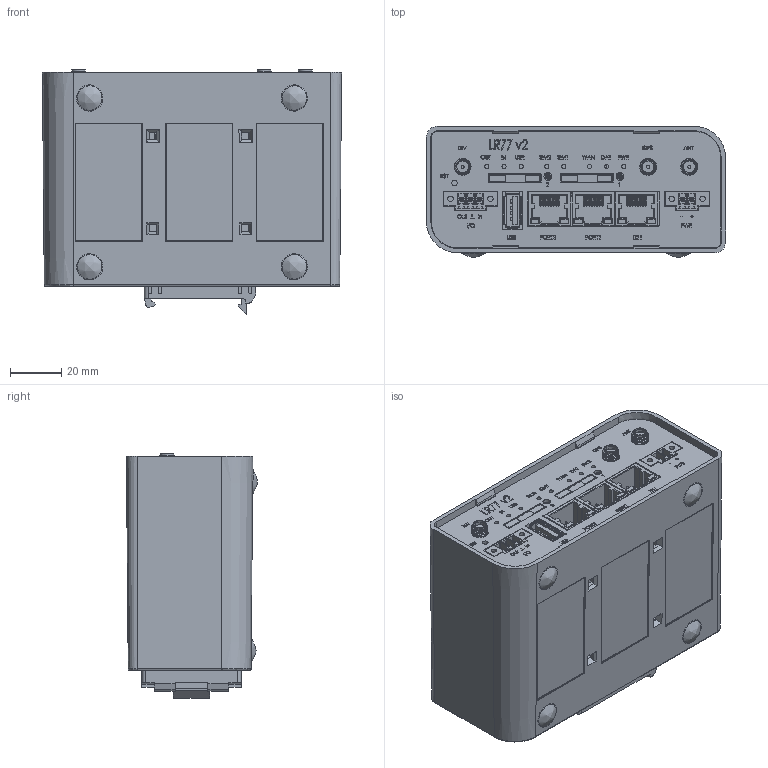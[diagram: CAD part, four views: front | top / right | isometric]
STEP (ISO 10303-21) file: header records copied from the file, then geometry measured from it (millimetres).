
FILE_DESCRIPTION (( 'STEP AP214' ), '1' );
FILE_NAME ('LR77_v2F_DGA.STEP', '2019-02-06T13:30:18', ( '' ), ( '' ), 'SwSTEP 2.0', 'SolidWorks 2018', '' );
FILE_SCHEMA (( 'AUTOMOTIVE_DESIGN' ));
Length unit declared in the file: millimetre
Products named in the file (22): 691325110002_03; 691325110002_01; 691325110003_04; 490_CPC2_LR77_v2F_3A_NL_DGA; 691325110003_03; 691325110003_06; 691325110002; User Library-Rj45-1; 691325110003_01; USB-A_DＧaut; SMA-J-P-H-ST-EM3; SIM_912283001___ _________; 691325110002_05; BB-CPD2-x_BB-CPD2-B; 691325110002_02; SIM_holder; LR77_v2F_DGA; 691325110002_04; 691325110003_02; CPK2 box; 691325110003_05; 691325110003
Assembly tree (27 placements, depth 3):
  LR77_v2F_DGA
    490_CPC2_LR77_v2F_3A_NL_DGA
    CPK2 box
    691325110002
      691325110002_01
      691325110002_02
      691325110002_03
      691325110002_04
      691325110002_05
    691325110003
      691325110003_01
      691325110003_02
      691325110003_03
      691325110003_04
      691325110003_05
      691325110003_06
    SIM_912283001___ _________  x2
    SIM_holder  x2
    SMA-J-P-H-ST-EM3  x3
    USB-A_DＧaut
    User Library-Rj45-1  x3
    BB-CPD2-x_BB-CPD2-B
Bounding box: 116.96 x 51.31 x 95.76 mm (x, y, z)
Volume: 23076 mm3; surface area: 102353.4 mm2
Topology: 24 solids, 27 shells, 5248 faces, 14004 edges, 8959 vertices
Faces by surface type: plane 3329, cylinder 1151, bspline 470, torus 224, cone 70, sphere 4
Entity records: 294365 total; most frequent: CARTESIAN_POINT 193519, ORIENTED_EDGE 19480, DIRECTION 15995, EDGE_CURVE 9743, VECTOR 7139, LINE 7139, VERTEX_POINT 6293, AXIS2_PLACEMENT_3D 4428
